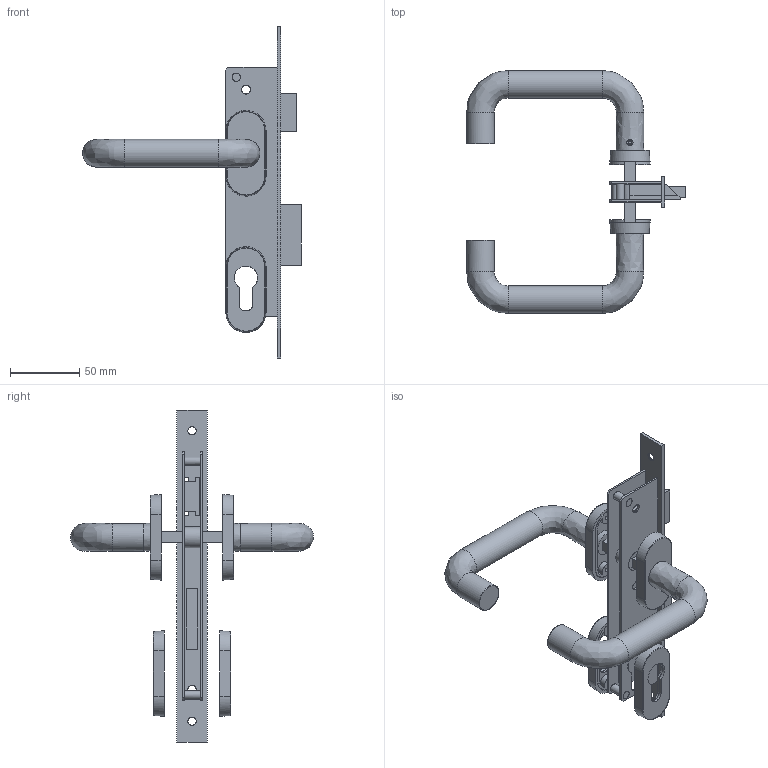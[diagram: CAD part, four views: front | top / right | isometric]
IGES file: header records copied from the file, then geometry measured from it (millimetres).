
Global section: file name: 620007; native system: Autodesk Inventor 2024; preprocessor: unknown; author: PC; date: 20240124.072415; units: millimetre
Bounding box: 158 x 175.6 x 240 mm (x, y, z)
Volume: 207797.8 mm3; surface area: 112342.5 mm2
Topology: 19 solids, 19 shells, 336 faces, 844 edges, 564 vertices
Faces by surface type: bspline 336
